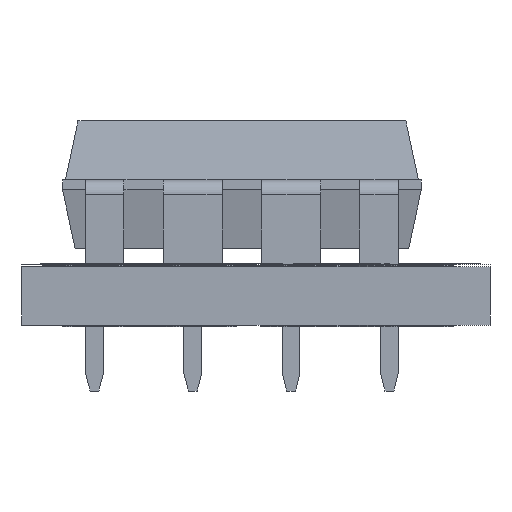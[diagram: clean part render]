
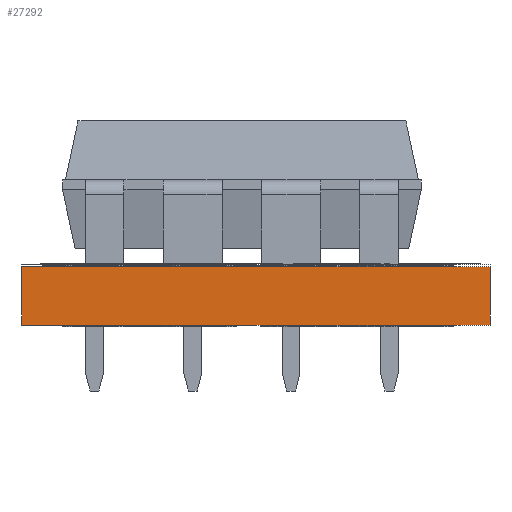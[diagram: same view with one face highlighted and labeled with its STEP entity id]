
A CAD part, front view. The second image highlights one B-rep face of the part: STEP entity #27292.
In plain terms, the highlighted planar face has unit normal (0, -1, 0).
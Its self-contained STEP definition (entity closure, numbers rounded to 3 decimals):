
#27292 = ADVANCED_FACE('',(#27293),#27327,.T.);
#27293 = FACE_BOUND('',#27294,.T.);
#27294 = EDGE_LOOP('',(#27295,#27305,#27313,#27321));
#27295 = ORIENTED_EDGE('',*,*,#27296,.T.);
#27296 = EDGE_CURVE('',#27297,#27299,#27301,.T.);
#27297 = VERTEX_POINT('',#27298);
#27298 = CARTESIAN_POINT('',(144.001,-91.,0.));
#27299 = VERTEX_POINT('',#27300);
#27300 = CARTESIAN_POINT('',(144.001,-91.,1.51));
#27301 = LINE('',#27302,#27303);
#27302 = CARTESIAN_POINT('',(144.001,-91.,0.));
#27303 = VECTOR('',#27304,1.);
#27304 = DIRECTION('',(0.,0.,1.));
#27305 = ORIENTED_EDGE('',*,*,#27306,.T.);
#27306 = EDGE_CURVE('',#27299,#27307,#27309,.T.);
#27307 = VERTEX_POINT('',#27308);
#27308 = CARTESIAN_POINT('',(131.907,-91.,1.51));
#27309 = LINE('',#27310,#27311);
#27310 = CARTESIAN_POINT('',(144.001,-91.,1.51));
#27311 = VECTOR('',#27312,1.);
#27312 = DIRECTION('',(-1.,0.,0.));
#27313 = ORIENTED_EDGE('',*,*,#27314,.F.);
#27314 = EDGE_CURVE('',#27315,#27307,#27317,.T.);
#27315 = VERTEX_POINT('',#27316);
#27316 = CARTESIAN_POINT('',(131.907,-91.,0.));
#27317 = LINE('',#27318,#27319);
#27318 = CARTESIAN_POINT('',(131.907,-91.,0.));
#27319 = VECTOR('',#27320,1.);
#27320 = DIRECTION('',(0.,0.,1.));
#27321 = ORIENTED_EDGE('',*,*,#27322,.F.);
#27322 = EDGE_CURVE('',#27297,#27315,#27323,.T.);
#27323 = LINE('',#27324,#27325);
#27324 = CARTESIAN_POINT('',(144.001,-91.,0.));
#27325 = VECTOR('',#27326,1.);
#27326 = DIRECTION('',(-1.,0.,0.));
#27327 = PLANE('',#27328);
#27328 = AXIS2_PLACEMENT_3D('',#27329,#27330,#27331);
#27329 = CARTESIAN_POINT('',(144.001,-91.,0.));
#27330 = DIRECTION('',(0.,-1.,0.));
#27331 = DIRECTION('',(-1.,0.,0.));
